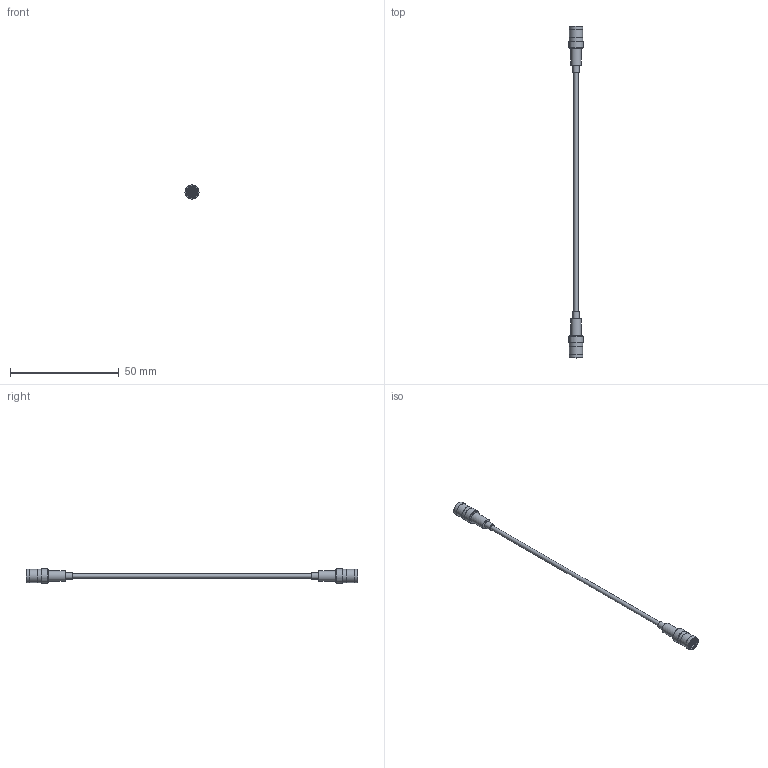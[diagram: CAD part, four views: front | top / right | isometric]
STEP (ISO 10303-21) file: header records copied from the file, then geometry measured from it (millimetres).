
FILE_DESCRIPTION(/* description */ ('Unknown'),/* implementation_level */ '2;1');
FILE_NAME(/* name */ '65502810415301',/* time_stamp */ '2020-01-17T14:15:40+01:00',/* author */ ('Unknown'),/* organization */ ('Unknown'),/* preprocessor_version */ 'ST-DEVELOPER v16.7',/* originating_system */ 'DEX',/* authorisation */ $);
FILE_SCHEMA (('AUTOMOTIVE_DESIGN {1 0 10303 214 3 1 1}'));
Length unit declared in the file: millimetre
Products named in the file (1): 65502810415301
Bounding box: 6.5 x 152.6 x 6.5 mm (x, y, z)
Volume: 2157.6 mm3; surface area: 5399.2 mm2
Topology: 6 solids, 6 shells, 894 faces, 2708 edges, 1786 vertices
Faces by surface type: plane 516, cylinder 218, cone 160
Full cylindrical faces by diameter (mm): 0.55 x4, 0.86 x4, 0.9 x4, 0.96 x4, 1.36 x4, 1.5 x8, 1.8 x4, 1.9 x4, 1.96 x2, 2 x8, 2.5 x8, 2.6 x4, 2.7 x4, 2.9 x4, 3 x4, 3.7 x4, 3.72 x4, 4.44 x4, 4.46 x4, 4.7 x4, 5.06 x4, 5.2 x8, 5.4 x4, 6.02 x4, 6.35 x8, 6.5 x4
Entity records: 36208 total; most frequent: CARTESIAN_POINT 6491, ORIENTED_EDGE 4880, DIRECTION 4718, EDGE_CURVE 2440, AXIS2_PLACEMENT_3D 1799, VERTEX_POINT 1716, FACE_BOUND 1300, EDGE_LOOP 1296
